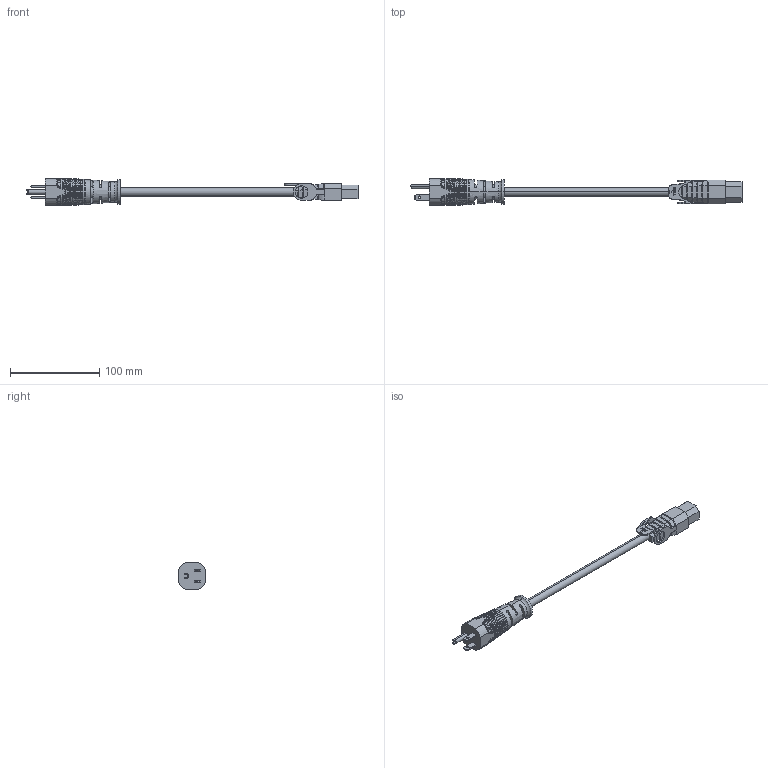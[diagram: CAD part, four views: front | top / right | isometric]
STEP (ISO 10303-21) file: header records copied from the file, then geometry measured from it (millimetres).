
FILE_DESCRIPTION (( 'STEP AP203' ), '1' );
FILE_NAME ('C13LPHGN515-10_3D.STEP', '2022-08-16T23:05:23', ( '' ), ( '' ), 'SwSTEP 2.0', 'SolidWorks 2021', '' );
FILE_SCHEMA (( 'CONFIG_CONTROL_DESIGN' ));
Length unit declared in the file: inch
Products named in the file (4): SJT14AWG3X_CORDAGE; NEMA_5-15P HG; EN60320-C13-STR-LKG; C13LPHGN515-10_3D
Assembly tree (3 placements, depth 2):
  C13LPHGN515-10_3D
    NEMA_5-15P HG
    EN60320-C13-STR-LKG
    SJT14AWG3X_CORDAGE
Bounding box: 372.1 x 30 x 30 mm (x, y, z)
Volume: 89523.4 mm3; surface area: 31736.9 mm2
Topology: 3 solids, 3 shells, 531 faces, 1453 edges, 955 vertices
Faces by surface type: plane 319, cylinder 96, torus 64, cone 42, bspline 10
Entity records: 19420 total; most frequent: CARTESIAN_POINT 5664, ORIENTED_EDGE 2906, DIRECTION 2658, EDGE_CURVE 1453, VERTEX_POINT 955, AXIS2_PLACEMENT_3D 927, LINE 804, VECTOR 804
